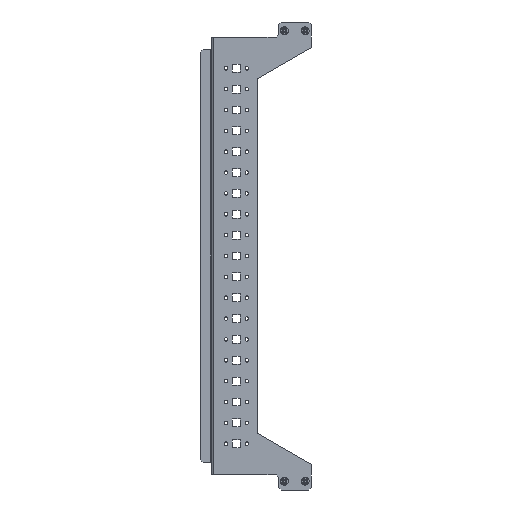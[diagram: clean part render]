
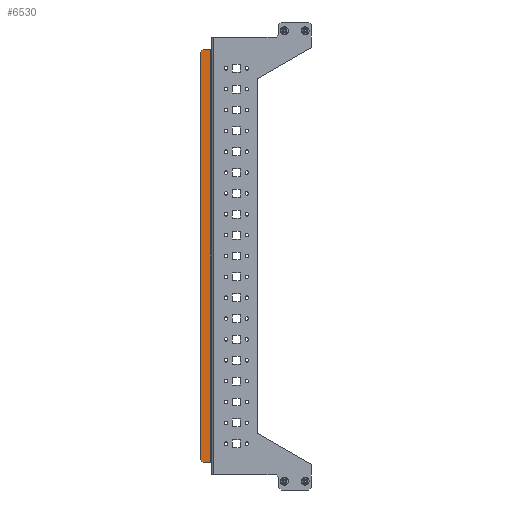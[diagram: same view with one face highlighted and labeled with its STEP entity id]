
A CAD part, front view. The second image highlights one B-rep face of the part: STEP entity #6530.
In plain terms, the highlighted planar face has unit normal (0, -1, 0).
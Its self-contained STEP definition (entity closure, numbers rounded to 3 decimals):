
#85 = VERTEX_POINT ( 'NONE', #7413 ) ;
#230 = VECTOR ( 'NONE', #528, 1000. ) ;
#303 = CARTESIAN_POINT ( 'NONE',  ( -62.5, 31., 247.5 ) ) ;
#509 = EDGE_CURVE ( 'NONE', #5798, #1411, #3118, .T. ) ;
#528 = DIRECTION ( 'NONE',  ( 0.707, 0., -0.707 ) ) ;
#576 = LINE ( 'NONE', #7535, #4183 ) ;
#1000 = ORIENTED_EDGE ( 'NONE', *, *, #4622, .T. ) ;
#1411 = VERTEX_POINT ( 'NONE', #4357 ) ;
#1466 = DIRECTION ( 'NONE',  ( 0., 1., 0. ) ) ;
#1771 = VECTOR ( 'NONE', #7242, 1000. ) ;
#1935 = CARTESIAN_POINT ( 'NONE',  ( -74.5, 31., -244.5 ) ) ;
#3068 = ORIENTED_EDGE ( 'NONE', *, *, #6246, .F. ) ;
#3118 = LINE ( 'NONE', #3920, #6967 ) ;
#3164 = VERTEX_POINT ( 'NONE', #3407 ) ;
#3299 = DIRECTION ( 'NONE',  ( 0., 0., -1. ) ) ;
#3407 = CARTESIAN_POINT ( 'NONE',  ( -62.5, 31., 247.5 ) ) ;
#3714 = CARTESIAN_POINT ( 'NONE',  ( -71.5, 31., 247.5 ) ) ;
#3868 = VECTOR ( 'NONE', #6497, 1000. ) ;
#3920 = CARTESIAN_POINT ( 'NONE',  ( -74.5, 31., 0. ) ) ;
#3964 = CARTESIAN_POINT ( 'NONE',  ( -71.5, 31., -247.5 ) ) ;
#4049 = EDGE_LOOP ( 'NONE', ( #5271, #1000, #9029, #4356, #7886, #3068 ) ) ;
#4183 = VECTOR ( 'NONE', #7681, 1000. ) ;
#4343 = EDGE_CURVE ( 'NONE', #3164, #7443, #7896, .T. ) ;
#4356 = ORIENTED_EDGE ( 'NONE', *, *, #7267, .T. ) ;
#4357 = CARTESIAN_POINT ( 'NONE',  ( -74.5, 31., -244.5 ) ) ;
#4451 = AXIS2_PLACEMENT_3D ( 'NONE', #8583, #1466, #7185 ) ;
#4622 = EDGE_CURVE ( 'NONE', #7443, #5798, #7919, .T. ) ;
#4630 = LINE ( 'NONE', #1935, #230 ) ;
#4917 = VECTOR ( 'NONE', #3299, 1000. ) ;
#5071 = EDGE_CURVE ( 'NONE', #5395, #85, #576, .T. ) ;
#5271 = ORIENTED_EDGE ( 'NONE', *, *, #4343, .T. ) ;
#5395 = VERTEX_POINT ( 'NONE', #3964 ) ;
#5726 = PLANE ( 'NONE',  #4451 ) ;
#5792 = CARTESIAN_POINT ( 'NONE',  ( 0., 31., 247.5 ) ) ;
#5798 = VERTEX_POINT ( 'NONE', #8689 ) ;
#5927 = DIRECTION ( 'NONE',  ( 0., 0., -1. ) ) ;
#6246 = EDGE_CURVE ( 'NONE', #3164, #85, #8989, .T. ) ;
#6497 = DIRECTION ( 'NONE',  ( -0.707, 0., -0.707 ) ) ;
#6530 = ADVANCED_FACE ( 'NONE', ( #7353 ), #5726, .F. ) ;
#6592 = CARTESIAN_POINT ( 'NONE',  ( -71.5, 31., 247.5 ) ) ;
#6967 = VECTOR ( 'NONE', #5927, 1000. ) ;
#7185 = DIRECTION ( 'NONE',  ( -1., 0., 0. ) ) ;
#7242 = DIRECTION ( 'NONE',  ( -1., 0., 0. ) ) ;
#7267 = EDGE_CURVE ( 'NONE', #1411, #5395, #4630, .T. ) ;
#7353 = FACE_OUTER_BOUND ( 'NONE', #4049, .T. ) ;
#7413 = CARTESIAN_POINT ( 'NONE',  ( -62.5, 31., -247.5 ) ) ;
#7443 = VERTEX_POINT ( 'NONE', #3714 ) ;
#7535 = CARTESIAN_POINT ( 'NONE',  ( 0., 31., -247.5 ) ) ;
#7681 = DIRECTION ( 'NONE',  ( 1., 0., 0. ) ) ;
#7886 = ORIENTED_EDGE ( 'NONE', *, *, #5071, .T. ) ;
#7896 = LINE ( 'NONE', #5792, #1771 ) ;
#7919 = LINE ( 'NONE', #6592, #3868 ) ;
#8583 = CARTESIAN_POINT ( 'NONE',  ( 0., 31., 0. ) ) ;
#8689 = CARTESIAN_POINT ( 'NONE',  ( -74.5, 31., 244.5 ) ) ;
#8989 = LINE ( 'NONE', #303, #4917 ) ;
#9029 = ORIENTED_EDGE ( 'NONE', *, *, #509, .T. ) ;
